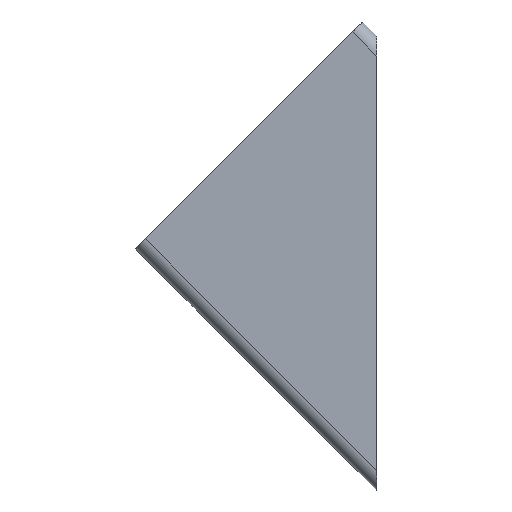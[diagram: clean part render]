
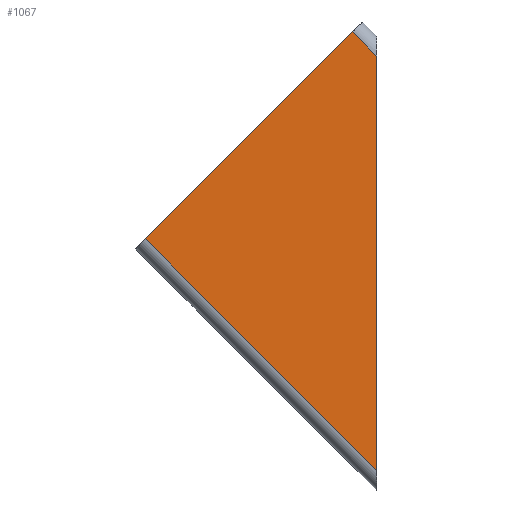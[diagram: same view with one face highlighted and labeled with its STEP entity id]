
A CAD part, left-side view. The second image highlights one B-rep face of the part: STEP entity #1067.
In plain terms, the highlighted planar face has unit normal (-1, 0, 0).
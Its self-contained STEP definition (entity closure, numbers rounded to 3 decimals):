
#33=PLANE('',#1182);
#108=FACE_OUTER_BOUND('',#177,.T.);
#177=EDGE_LOOP('',(#883,#884,#885,#886));
#270=LINE('',#1806,#364);
#325=LINE('',#2229,#419);
#333=LINE('',#2249,#427);
#334=LINE('',#2250,#428);
#364=VECTOR('',#1274,1000.);
#419=VECTOR('',#1395,1000.);
#427=VECTOR('',#1419,1000.);
#428=VECTOR('',#1420,1000.);
#482=VERTEX_POINT('',#1803);
#483=VERTEX_POINT('',#1805);
#543=VERTEX_POINT('',#2226);
#544=VERTEX_POINT('',#2228);
#591=EDGE_CURVE('',#482,#483,#270,.T.);
#670=EDGE_CURVE('',#543,#544,#325,.T.);
#684=EDGE_CURVE('',#543,#483,#333,.F.);
#685=EDGE_CURVE('',#482,#544,#334,.F.);
#883=ORIENTED_EDGE('',*,*,#670,.F.);
#884=ORIENTED_EDGE('',*,*,#684,.T.);
#885=ORIENTED_EDGE('',*,*,#591,.F.);
#886=ORIENTED_EDGE('',*,*,#685,.T.);
#1067=ADVANCED_FACE('',(#108),#33,.F.);
#1182=AXIS2_PLACEMENT_3D('',#2248,#1417,#1418);
#1274=DIRECTION('',(0.,-0.707,0.707));
#1395=DIRECTION('',(0.,0.,-1.));
#1417=DIRECTION('center_axis',(1.,0.,0.));
#1418=DIRECTION('ref_axis',(0.,0.,-1.));
#1419=DIRECTION('',(0.,-0.707,-0.707));
#1420=DIRECTION('',(0.,0.707,0.707));
#1803=CARTESIAN_POINT('',(-20.,57.629,-50.558));
#1805=CARTESIAN_POINT('',(-20.,6.01,1.061));
#1806=CARTESIAN_POINT('',(-20.,60.104,-53.033));
#2226=CARTESIAN_POINT('',(-20.,0.,-4.95));
#2228=CARTESIAN_POINT('',(-20.,0.,-108.187));
#2229=CARTESIAN_POINT('',(-20.,0.,0.));
#2248=CARTESIAN_POINT('Origin',(-20.,0.,0.));
#2249=CARTESIAN_POINT('',(-20.,2.475,-2.475));
#2250=CARTESIAN_POINT('',(-20.,54.094,-54.094));
